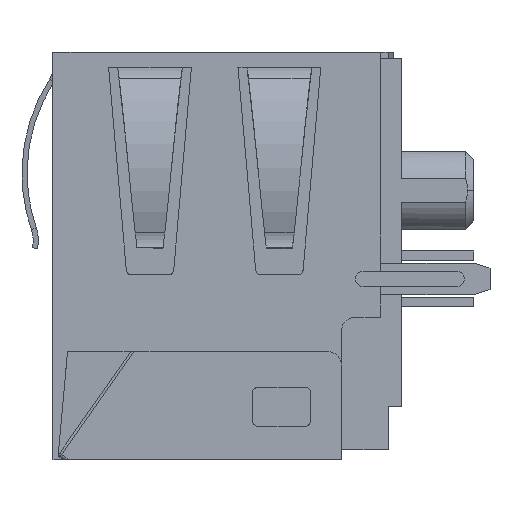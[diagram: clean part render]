
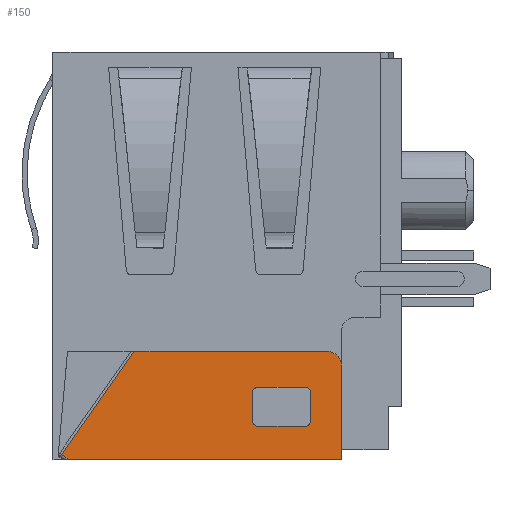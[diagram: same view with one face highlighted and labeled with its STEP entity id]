
A CAD part, left-side view. The second image highlights one B-rep face of the part: STEP entity #150.
In plain terms, the highlighted planar face has unit normal (-1, 0, 0).
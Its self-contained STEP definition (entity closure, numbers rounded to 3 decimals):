
#150=ADVANCED_FACE('',(#965,#966),#967,.T.);
#965=FACE_OUTER_BOUND('',#2458,.T.);
#966=FACE_BOUND('',#2459,.T.);
#967=PLANE('',#2460);
#2458=EDGE_LOOP('',(#5116,#5117,#5118,#5119,#5120,#5121));
#2459=EDGE_LOOP('',(#5122,#5123,#5124,#5125,#5126,#5127,#5128,#5129));
#2460=AXIS2_PLACEMENT_3D('',#5130,#5131,#5132);
#5116=ORIENTED_EDGE('',*,*,#10837,.T.);
#5117=ORIENTED_EDGE('',*,*,#10838,.T.);
#5118=ORIENTED_EDGE('',*,*,#10839,.T.);
#5119=ORIENTED_EDGE('',*,*,#10840,.T.);
#5120=ORIENTED_EDGE('',*,*,#10841,.F.);
#5121=ORIENTED_EDGE('',*,*,#10842,.F.);
#5122=ORIENTED_EDGE('',*,*,#10836,.T.);
#5123=ORIENTED_EDGE('',*,*,#10834,.T.);
#5124=ORIENTED_EDGE('',*,*,#10832,.T.);
#5125=ORIENTED_EDGE('',*,*,#10830,.T.);
#5126=ORIENTED_EDGE('',*,*,#10828,.T.);
#5127=ORIENTED_EDGE('',*,*,#10826,.T.);
#5128=ORIENTED_EDGE('',*,*,#10824,.T.);
#5129=ORIENTED_EDGE('',*,*,#10822,.T.);
#5130=CARTESIAN_POINT('',(-8.39,0.0,0.0));
#5131=DIRECTION('',(-1.0,0.0,0.0));
#5132=DIRECTION('',(0.0,0.0,1.0));
#10822=EDGE_CURVE('',#13193,#13191,#13194,.T.);
#10824=EDGE_CURVE('',#13196,#13193,#13197,.T.);
#10826=EDGE_CURVE('',#13199,#13196,#13200,.T.);
#10828=EDGE_CURVE('',#13202,#13199,#13203,.T.);
#10830=EDGE_CURVE('',#13205,#13202,#13206,.T.);
#10832=EDGE_CURVE('',#13208,#13205,#13209,.T.);
#10834=EDGE_CURVE('',#13211,#13208,#13212,.T.);
#10836=EDGE_CURVE('',#13191,#13211,#13214,.T.);
#10837=EDGE_CURVE('',#13215,#13216,#13217,.T.);
#10838=EDGE_CURVE('',#13216,#13218,#13219,.T.);
#10839=EDGE_CURVE('',#13218,#13220,#13221,.T.);
#10840=EDGE_CURVE('',#13220,#13222,#13223,.T.);
#10841=EDGE_CURVE('',#13224,#13222,#13225,.T.);
#10842=EDGE_CURVE('',#13215,#13224,#13226,.T.);
#13191=VERTEX_POINT('',#16828);
#13193=VERTEX_POINT('',#16831);
#13194=CIRCLE('',#16832,0.2);
#13196=VERTEX_POINT('',#16835);
#13197=LINE('',#16836,#16837);
#13199=VERTEX_POINT('',#16840);
#13200=CIRCLE('',#16841,0.2);
#13202=VERTEX_POINT('',#16844);
#13203=LINE('',#16845,#16846);
#13205=VERTEX_POINT('',#16849);
#13206=CIRCLE('',#16850,0.2);
#13208=VERTEX_POINT('',#16853);
#13209=LINE('',#16854,#16855);
#13211=VERTEX_POINT('',#16858);
#13212=CIRCLE('',#16859,0.2);
#13214=LINE('',#16862,#16863);
#13215=VERTEX_POINT('',#16864);
#13216=VERTEX_POINT('',#16865);
#13217=LINE('',#16866,#16867);
#13218=VERTEX_POINT('',#16868);
#13219=LINE('',#16869,#16870);
#13220=VERTEX_POINT('',#16871);
#13221=CIRCLE('',#16872,0.6);
#13222=VERTEX_POINT('',#16873);
#13223=LINE('',#16874,#16875);
#13224=VERTEX_POINT('',#16876);
#13225=LINE('',#16877,#16878);
#13226=LINE('',#16879,#16880);
#16828=CARTESIAN_POINT('',(-8.39,3.7,-6.645));
#16831=CARTESIAN_POINT('',(-8.39,3.5,-6.445));
#16832=AXIS2_PLACEMENT_3D('',#22207,#22208,#22209);
#16835=CARTESIAN_POINT('',(-8.39,3.5,-5.345));
#16836=CARTESIAN_POINT('',(-8.39,3.5,-5.345));
#16837=VECTOR('',#22211,1.1);
#16840=CARTESIAN_POINT('',(-8.39,3.7,-5.145));
#16841=AXIS2_PLACEMENT_3D('',#22213,#22214,#22215);
#16844=CARTESIAN_POINT('',(-8.39,5.55,-5.145));
#16845=CARTESIAN_POINT('',(-8.39,5.55,-5.145));
#16846=VECTOR('',#22217,1.85);
#16849=CARTESIAN_POINT('',(-8.39,5.75,-5.345));
#16850=AXIS2_PLACEMENT_3D('',#22219,#22220,#22221);
#16853=CARTESIAN_POINT('',(-8.39,5.75,-6.445));
#16854=CARTESIAN_POINT('',(-8.39,5.75,-6.445));
#16855=VECTOR('',#22223,1.1);
#16858=CARTESIAN_POINT('',(-8.39,5.55,-6.645));
#16859=AXIS2_PLACEMENT_3D('',#22225,#22226,#22227);
#16862=CARTESIAN_POINT('',(-8.39,3.7,-6.645));
#16863=VECTOR('',#22229,1.85);
#16864=CARTESIAN_POINT('',(-8.39,12.832,-7.945));
#16865=CARTESIAN_POINT('',(-8.39,2.3,-7.945));
#16866=CARTESIAN_POINT('',(-8.39,12.832,-7.945));
#16867=VECTOR('',#22230,10.532);
#16868=CARTESIAN_POINT('',(-8.39,2.3,-4.345));
#16869=CARTESIAN_POINT('',(-8.39,2.3,-7.945));
#16870=VECTOR('',#22231,3.6);
#16871=CARTESIAN_POINT('',(-8.39,2.9,-3.745));
#16872=AXIS2_PLACEMENT_3D('',#22232,#22233,#22234);
#16873=CARTESIAN_POINT('',(-8.39,10.329,-3.745));
#16874=CARTESIAN_POINT('',(-8.39,2.9,-3.745));
#16875=VECTOR('',#22235,7.429);
#16876=CARTESIAN_POINT('',(-8.39,13.126,-7.739));
#16877=CARTESIAN_POINT('',(-8.39,13.126,-7.739));
#16878=VECTOR('',#22236,4.876);
#16879=CARTESIAN_POINT('',(-8.39,12.832,-7.945));
#16880=VECTOR('',#22237,0.359);
#22207=CARTESIAN_POINT('',(-8.39,3.7,-6.445));
#22208=DIRECTION('',(1.0,0.0,0.0));
#22209=DIRECTION('',(0.0,-1.0,0.));
#22211=DIRECTION('',(0.0,0.0,-1.0));
#22213=CARTESIAN_POINT('',(-8.39,3.7,-5.345));
#22214=DIRECTION('',(1.0,0.0,-0.0));
#22215=DIRECTION('',(0.0,0.0,1.0));
#22217=DIRECTION('',(0.0,-1.0,0.0));
#22219=CARTESIAN_POINT('',(-8.39,5.55,-5.345));
#22220=DIRECTION('',(1.0,0.0,0.0));
#22221=DIRECTION('',(0.0,1.0,0.0));
#22223=DIRECTION('',(0.0,0.0,1.0));
#22225=CARTESIAN_POINT('',(-8.39,5.55,-6.445));
#22226=DIRECTION('',(1.0,0.0,0.0));
#22227=DIRECTION('',(0.0,0.0,-1.0));
#22229=DIRECTION('',(0.0,1.0,0.0));
#22230=DIRECTION('',(0.0,-1.0,0.0));
#22231=DIRECTION('',(0.0,0.0,1.0));
#22232=CARTESIAN_POINT('',(-8.39,2.9,-4.345));
#22233=DIRECTION('',(-1.0,0.0,0.0));
#22234=DIRECTION('',(0.0,-1.0,0.0));
#22235=DIRECTION('',(0.0,1.0,0.0));
#22236=DIRECTION('',(0.0,-0.574,0.819));
#22237=DIRECTION('',(0.0,0.819,0.574));
